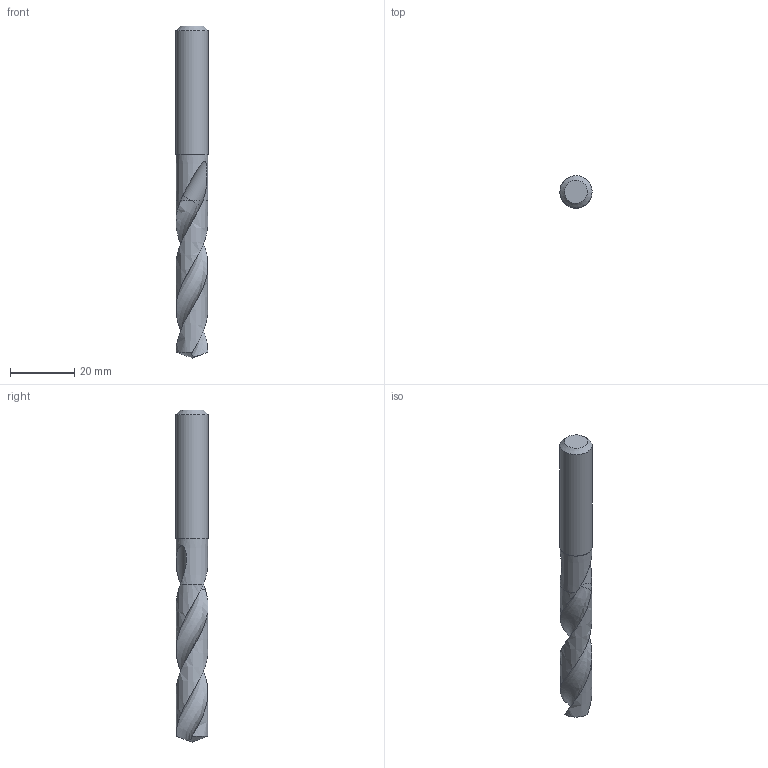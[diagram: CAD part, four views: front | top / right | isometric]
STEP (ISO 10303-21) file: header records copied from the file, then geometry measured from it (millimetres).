
FILE_DESCRIPTION(/* description */ ('DC150-05-09.922A0-WJ30TA'),/* implementation_level */ '2;1');
FILE_NAME(/* name */ 'CAPP~~210216234707~7462149~MOD~TM02_00~ISO~FR.STP',/* time_stamp */ '2021-02-16T23:48:16+01:00',/* author */ ('Titex'),/* organization */ ('Walter Tools'),/* preprocessor_version */ 'ST-DEVELOPER v16.7',/* originating_system */ 'SIEMENS PLM Software NX 12.0',/* authorisation */ '');
FILE_SCHEMA (('AUTOMOTIVE_DESIGN { 1 0 10303 214 3 1 1 1 }'));
Length unit declared in the file: millimetre
Products named in the file (1): CAPP~~210216234707~7462149~MOD~TM02_00~ISO~FR
Bounding box: 10 x 10 x 103 mm (x, y, z)
Volume: 6107.3 mm3; surface area: 3480.6 mm2
Topology: 2 solids, 2 shells, 18 faces, 44 edges, 31 vertices
Faces by surface type: cone 6, cylinder 5, bspline 4, plane 3
Full cylindrical faces by diameter (mm): 10 x1
Entity records: 1714 total; most frequent: CARTESIAN_POINT 1313, ORIENTED_EDGE 68, DIRECTION 64, EDGE_CURVE 34, AXIS2_PLACEMENT_3D 32, VERTEX_POINT 25, EDGE_LOOP 22, B_SPLINE_CURVE_WITH_KNOTS 21
